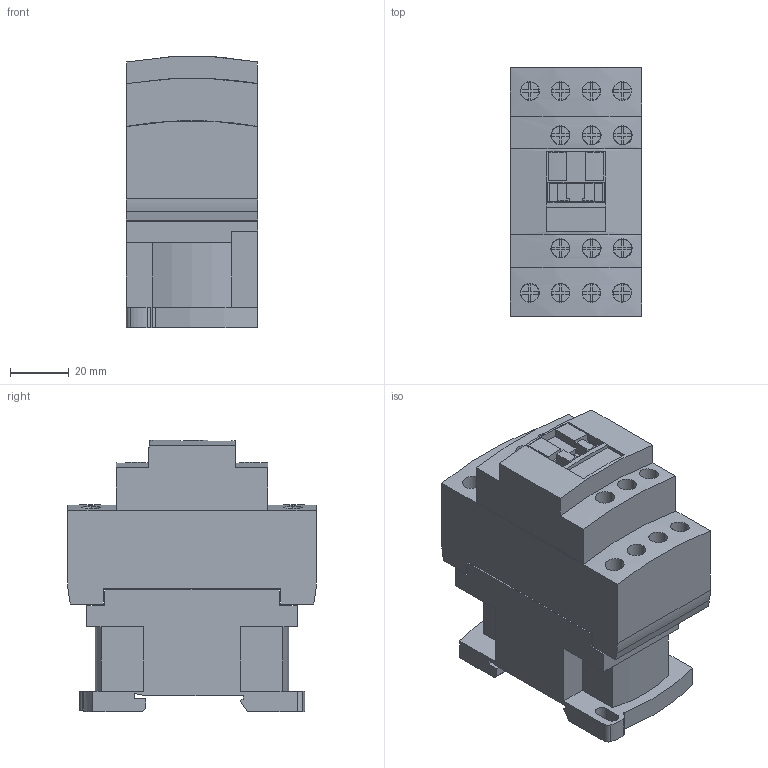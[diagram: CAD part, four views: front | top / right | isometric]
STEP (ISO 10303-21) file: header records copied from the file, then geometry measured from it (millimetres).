
FILE_DESCRIPTION (( 'STEP AP203' ), '1' );
FILE_NAME ('3d êìè-à_1 ãàáàðèò.STEP', '2022-12-11T10:50:53', ( '' ), ( '' ), 'SwSTEP 2.0', 'SolidWorks 2016', '' );
FILE_SCHEMA (( 'CONFIG_CONTROL_DESIGN' ));
Length unit declared in the file: millimetre
Products named in the file (1): 3d êìè-à_1 ãàáàðèò
Bounding box: 44.8 x 84.8 x 92.63 mm (x, y, z)
Volume: 246257.2 mm3; surface area: 49855.5 mm2
Topology: 2 solids, 3 shells, 398 faces, 1064 edges, 706 vertices
Faces by surface type: plane 313, cylinder 85
Entity records: 13327 total; most frequent: CARTESIAN_POINT 3112, ORIENTED_EDGE 2128, DIRECTION 2082, EDGE_CURVE 1064, VECTOR 770, LINE 770, VERTEX_POINT 706, AXIS2_PLACEMENT_3D 656
